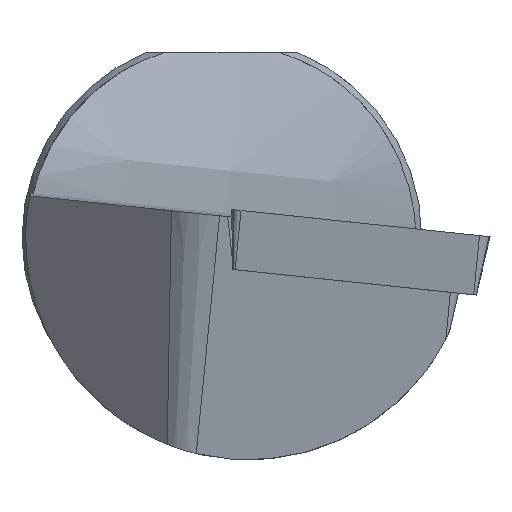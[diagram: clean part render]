
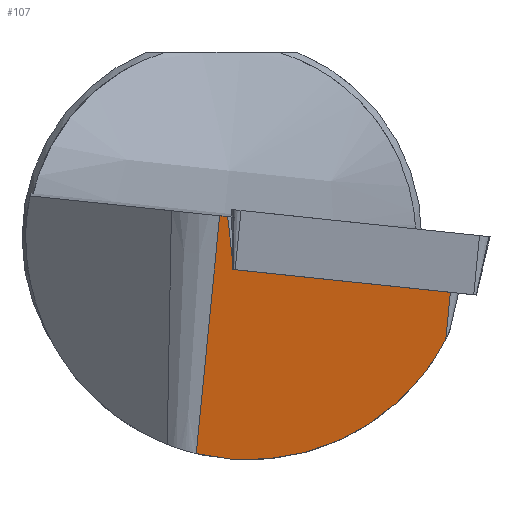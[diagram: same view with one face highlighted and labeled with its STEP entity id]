
A CAD part, left-side view. The second image highlights one B-rep face of the part: STEP entity #107.
In plain terms, the highlighted planar face has unit normal (-0.991, 0.064, -0.116).
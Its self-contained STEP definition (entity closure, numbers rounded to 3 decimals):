
#107=ADVANCED_FACE('',(#155),#139,.T.);
#139=PLANE('',#594);
#155=FACE_OUTER_BOUND('',#186,.T.);
#186=EDGE_LOOP('',(#225,#226,#227,#228,#229,#230));
#219=ELLIPSE('',#593,8.979,8.9);
#225=ORIENTED_EDGE('',*,*,#438,.F.);
#226=ORIENTED_EDGE('',*,*,#439,.F.);
#227=ORIENTED_EDGE('',*,*,#440,.F.);
#228=ORIENTED_EDGE('',*,*,#441,.T.);
#229=ORIENTED_EDGE('',*,*,#442,.T.);
#230=ORIENTED_EDGE('',*,*,#443,.F.);
#385=VERTEX_POINT('',#796);
#386=VERTEX_POINT('',#797);
#387=VERTEX_POINT('',#799);
#388=VERTEX_POINT('',#801);
#389=VERTEX_POINT('',#803);
#390=VERTEX_POINT('',#805);
#438=EDGE_CURVE('',#385,#386,#518,.T.);
#439=EDGE_CURVE('',#387,#385,#519,.T.);
#440=EDGE_CURVE('',#388,#387,#520,.T.);
#441=EDGE_CURVE('',#388,#389,#219,.T.);
#442=EDGE_CURVE('',#389,#390,#521,.T.);
#443=EDGE_CURVE('',#386,#390,#522,.T.);
#518=LINE('',#795,#555);
#519=LINE('',#798,#556);
#520=LINE('',#800,#557);
#521=LINE('',#804,#558);
#522=LINE('',#806,#559);
#555=VECTOR('',#649,1.);
#556=VECTOR('',#650,1.);
#557=VECTOR('',#651,1.);
#558=VECTOR('',#654,1.);
#559=VECTOR('',#655,1.);
#593=AXIS2_PLACEMENT_3D('',#802,#652,#653);
#594=AXIS2_PLACEMENT_3D('',#807,#656,#657);
#649=DIRECTION('',(0.108,-0.11,-0.988));
#650=DIRECTION('',(-0.052,-0.993,-0.104));
#651=DIRECTION('',(-0.122,-0.097,0.988));
#652=DIRECTION('',(-0.991,0.064,-0.116));
#653=DIRECTION('',(0.132,0.48,-0.867));
#654=DIRECTION('',(-0.122,-0.097,0.988));
#655=DIRECTION('',(-0.052,-0.993,-0.104));
#656=DIRECTION('',(-0.991,0.064,-0.116));
#657=DIRECTION('',(-0.116,0.,0.993));
#795=CARTESIAN_POINT('',(0.965,-0.406,-0.751));
#796=CARTESIAN_POINT('',(0.792,-0.231,0.83));
#797=CARTESIAN_POINT('',(1.024,-0.466,-1.286));
#798=CARTESIAN_POINT('',(0.314,-9.348,-0.128));
#799=CARTESIAN_POINT('',(0.809,0.089,0.864));
#800=CARTESIAN_POINT('',(0.772,0.06,1.162));
#801=CARTESIAN_POINT('',(1.982,1.028,-8.654));
#802=CARTESIAN_POINT('',(0.836,-1.05,0.));
#803=CARTESIAN_POINT('',(0.802,-8.958,-4.083));
#804=CARTESIAN_POINT('',(0.278,-9.378,0.171));
#805=CARTESIAN_POINT('',(0.569,-9.144,-2.198));
#806=CARTESIAN_POINT('',(0.569,-9.144,-2.198));
#807=CARTESIAN_POINT('',(0.278,-9.378,0.171));
